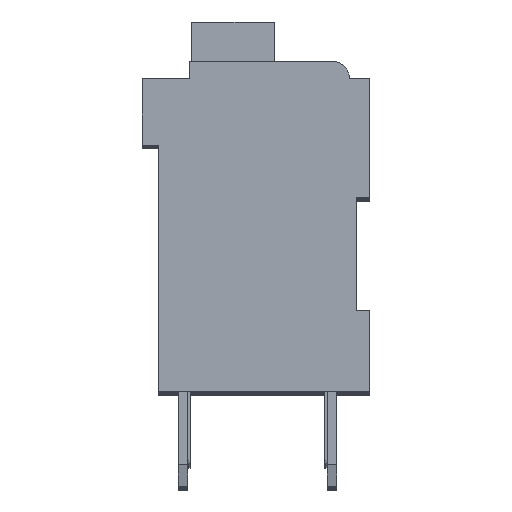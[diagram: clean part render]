
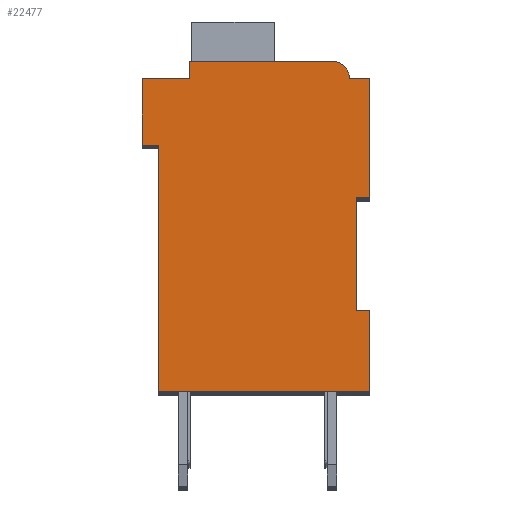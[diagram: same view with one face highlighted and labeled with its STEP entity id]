
A CAD part, top view. The second image highlights one B-rep face of the part: STEP entity #22477.
In plain terms, the highlighted planar face has unit normal (0, 0, 1).
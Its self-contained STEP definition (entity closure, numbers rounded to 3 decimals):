
#5450=DIRECTION('',(1.,0.,0.));
#5451=VECTOR('',#5450,0.5);
#5452=CARTESIAN_POINT('',(7.3,7.15,2.1));
#5453=LINE('',#5452,#5451);
#5454=DIRECTION('',(0.,1.,0.));
#5455=VECTOR('',#5454,4.15);
#5456=CARTESIAN_POINT('',(7.3,3.,2.1));
#5457=LINE('',#5456,#5455);
#5458=DIRECTION('',(-1.,0.,0.));
#5459=VECTOR('',#5458,0.5);
#5460=CARTESIAN_POINT('',(7.8,3.,2.1));
#5461=LINE('',#5460,#5459);
#5462=DIRECTION('',(0.,1.,0.));
#5463=VECTOR('',#5462,3.);
#5464=CARTESIAN_POINT('',(7.8,0.,2.1));
#5465=LINE('',#5464,#5463);
#5466=DIRECTION('',(1.,0.,0.));
#5467=VECTOR('',#5466,7.8);
#5468=CARTESIAN_POINT('',(0.,0.,2.1));
#5469=LINE('',#5468,#5467);
#5470=DIRECTION('',(0.,-1.,0.));
#5471=VECTOR('',#5470,9.1);
#5472=CARTESIAN_POINT('',(0.,9.1,2.1));
#5473=LINE('',#5472,#5471);
#5474=DIRECTION('',(1.,0.,0.));
#5475=VECTOR('',#5474,0.6);
#5476=CARTESIAN_POINT('',(-0.6,9.1,2.1));
#5477=LINE('',#5476,#5475);
#5478=DIRECTION('',(0.,-1.,0.));
#5479=VECTOR('',#5478,2.45);
#5480=CARTESIAN_POINT('',(-0.6,11.55,2.1));
#5481=LINE('',#5480,#5479);
#5482=DIRECTION('',(-1.,0.,0.));
#5483=VECTOR('',#5482,1.75);
#5484=CARTESIAN_POINT('',(1.15,11.55,2.1));
#5485=LINE('',#5484,#5483);
#5486=DIRECTION('',(0.,-1.,0.));
#5487=VECTOR('',#5486,0.65);
#5488=CARTESIAN_POINT('',(1.15,12.2,2.1));
#5489=LINE('',#5488,#5487);
#5490=DIRECTION('',(-1.,0.,0.));
#5491=VECTOR('',#5490,5.25);
#5492=CARTESIAN_POINT('',(6.4,12.2,2.1));
#5493=LINE('',#5492,#5491);
#5494=CARTESIAN_POINT('',(6.4,11.55,2.1));
#5495=DIRECTION('',(0.,0.,1.));
#5496=DIRECTION('',(1.,0.,0.));
#5497=AXIS2_PLACEMENT_3D('',#5494,#5495,#5496);
#5499=DIRECTION('',(-1.,0.,0.));
#5500=VECTOR('',#5499,0.75);
#5501=CARTESIAN_POINT('',(7.8,11.55,2.1));
#5502=LINE('',#5501,#5500);
#5503=DIRECTION('',(0.,1.,0.));
#5504=VECTOR('',#5503,4.4);
#5505=CARTESIAN_POINT('',(7.8,7.15,2.1));
#5506=LINE('',#5505,#5504);
#13107=CARTESIAN_POINT('',(7.3,7.15,2.1));
#13108=CARTESIAN_POINT('',(7.8,7.15,2.1));
#13109=VERTEX_POINT('',#13107);
#13110=VERTEX_POINT('',#13108);
#13111=CARTESIAN_POINT('',(7.8,11.55,2.1));
#13112=VERTEX_POINT('',#13111);
#13113=CARTESIAN_POINT('',(7.05,11.55,2.1));
#13114=VERTEX_POINT('',#13113);
#13115=CARTESIAN_POINT('',(6.4,12.2,2.1));
#13116=VERTEX_POINT('',#13115);
#13117=CARTESIAN_POINT('',(1.15,12.2,2.1));
#13118=VERTEX_POINT('',#13117);
#13119=CARTESIAN_POINT('',(1.15,11.55,2.1));
#13120=VERTEX_POINT('',#13119);
#13121=CARTESIAN_POINT('',(-0.6,11.55,2.1));
#13122=VERTEX_POINT('',#13121);
#13123=CARTESIAN_POINT('',(-0.6,9.1,2.1));
#13124=VERTEX_POINT('',#13123);
#13125=CARTESIAN_POINT('',(0.,9.1,2.1));
#13126=VERTEX_POINT('',#13125);
#13127=CARTESIAN_POINT('',(0.,0.,2.1));
#13128=VERTEX_POINT('',#13127);
#13129=CARTESIAN_POINT('',(7.8,0.,2.1));
#13130=VERTEX_POINT('',#13129);
#13131=CARTESIAN_POINT('',(7.8,3.,2.1));
#13132=VERTEX_POINT('',#13131);
#13133=CARTESIAN_POINT('',(7.3,3.,2.1));
#13134=VERTEX_POINT('',#13133);
#22456=CARTESIAN_POINT('',(0.,0.,2.1));
#22457=DIRECTION('',(0.,0.,1.));
#22458=DIRECTION('',(1.,0.,0.));
#22459=AXIS2_PLACEMENT_3D('',#22456,#22457,#22458);
#22460=PLANE('',#22459);
#22461=ORIENTED_EDGE('',*,*,#17268,.F.);
#22462=ORIENTED_EDGE('',*,*,#17886,.F.);
#22463=ORIENTED_EDGE('',*,*,#18378,.F.);
#22464=ORIENTED_EDGE('',*,*,#18703,.F.);
#22465=ORIENTED_EDGE('',*,*,#19084,.F.);
#22466=ORIENTED_EDGE('',*,*,#19642,.F.);
#22467=ORIENTED_EDGE('',*,*,#19820,.F.);
#22468=ORIENTED_EDGE('',*,*,#20181,.F.);
#22469=ORIENTED_EDGE('',*,*,#20589,.F.);
#22470=ORIENTED_EDGE('',*,*,#21186,.F.);
#22471=ORIENTED_EDGE('',*,*,#21652,.F.);
#22472=ORIENTED_EDGE('',*,*,#20640,.F.);
#22473=ORIENTED_EDGE('',*,*,#21017,.F.);
#22474=ORIENTED_EDGE('',*,*,#17781,.F.);
#22475=EDGE_LOOP('',(#22461,#22462,#22463,#22464,#22465,#22466,#22467,#22468,
#22469,#22470,#22471,#22472,#22473,#22474));
#22476=FACE_OUTER_BOUND('',#22475,.F.);
#5498=CIRCLE('',#5497,0.65);
#17268=EDGE_CURVE('',#13109,#13110,#5453,.T.);
#17781=EDGE_CURVE('',#13110,#13112,#5506,.T.);
#17886=EDGE_CURVE('',#13134,#13109,#5457,.T.);
#18378=EDGE_CURVE('',#13132,#13134,#5461,.T.);
#18703=EDGE_CURVE('',#13130,#13132,#5465,.T.);
#19084=EDGE_CURVE('',#13128,#13130,#5469,.T.);
#19642=EDGE_CURVE('',#13126,#13128,#5473,.T.);
#19820=EDGE_CURVE('',#13124,#13126,#5477,.T.);
#20181=EDGE_CURVE('',#13122,#13124,#5481,.T.);
#20589=EDGE_CURVE('',#13120,#13122,#5485,.T.);
#20640=EDGE_CURVE('',#13114,#13116,#5498,.T.);
#21017=EDGE_CURVE('',#13112,#13114,#5502,.T.);
#21186=EDGE_CURVE('',#13118,#13120,#5489,.T.);
#21652=EDGE_CURVE('',#13116,#13118,#5493,.T.);
#22477=ADVANCED_FACE('',(#22476),#22460,.T.);
